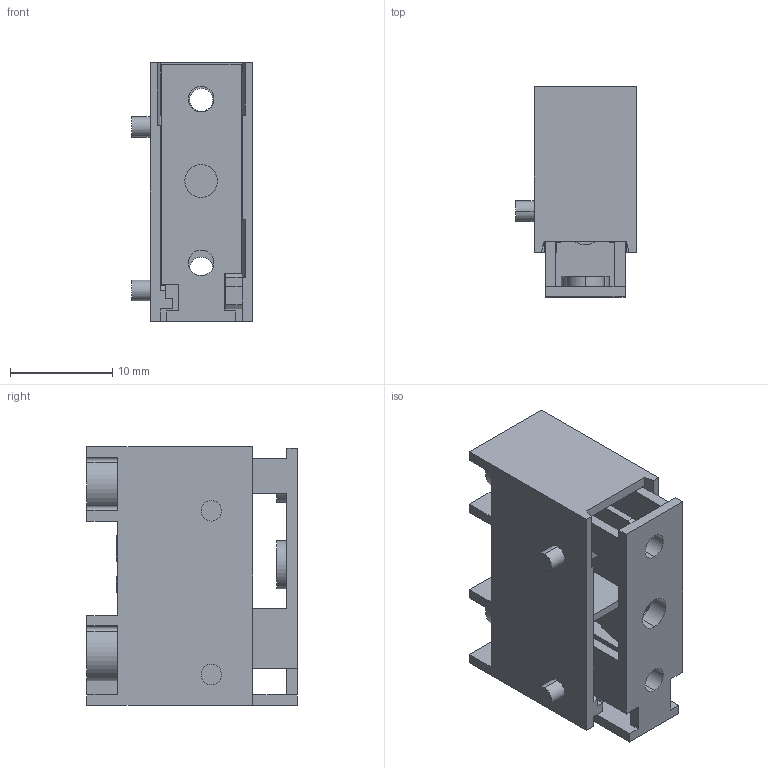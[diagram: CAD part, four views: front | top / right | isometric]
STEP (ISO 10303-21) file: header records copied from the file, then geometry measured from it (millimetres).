
FILE_DESCRIPTION(('Creo Elements/Direct Modeling STEP Export'),'2;1');
FILE_NAME('model.stp','2017-11-15T16:21:58',(''),(''),'Creo Elements/Direct Modeling STEP processor for AP214 (Solid Model)','Creo Elements/Direct Modeling 18.1I 14-Aug-2016 (C) Parametric Technology GmbH','');
FILE_SCHEMA(('AUTOMOTIVE_DESIGN { 1 0 10303 214 1 1 1 1 }'));
Length unit declared in the file: millimetre
Products named in the file (3): Anbauflanschmetall.mont; Anbauflanschgehaeuse.mont; VC-AF
Assembly tree (2 placements, depth 2):
  VC-AF
    Anbauflanschgehaeuse.mont
    Anbauflanschmetall.mont
Bounding box: 11.8 x 20.56 x 25.26 mm (x, y, z)
Volume: 1947.6 mm3; surface area: 3825.3 mm2
Topology: 2 solids, 2 shells, 317 faces, 877 edges, 584 vertices
Faces by surface type: plane 256, cylinder 42, extrusion 19
Entity records: 12816 total; most frequent: CARTESIAN_POINT 2297, ORIENTED_EDGE 1754, DIRECTION 1430, EDGE_CURVE 877, VECTOR 766, LINE 747, VERTEX_POINT 584, EDGE_LOOP 349
